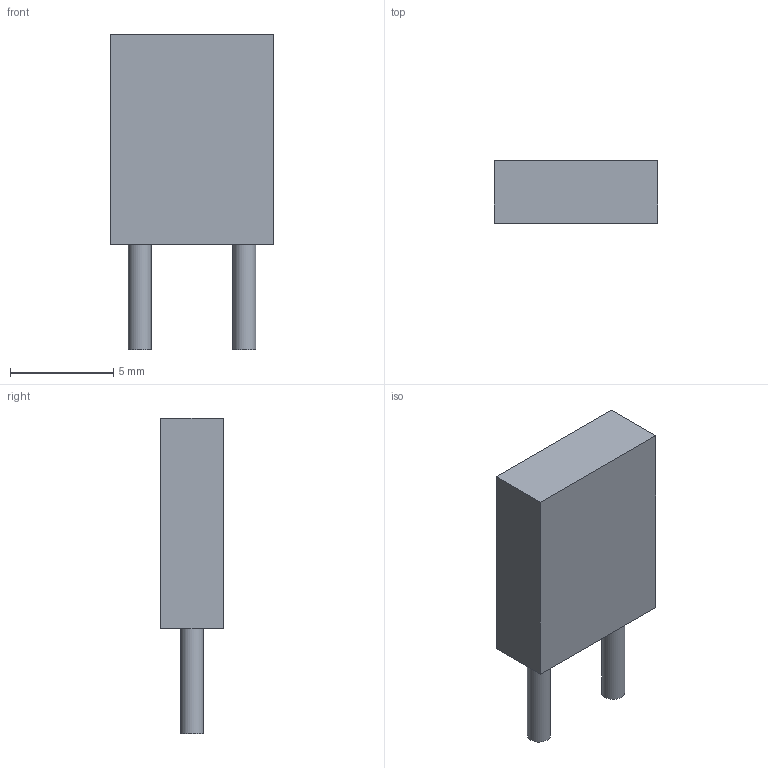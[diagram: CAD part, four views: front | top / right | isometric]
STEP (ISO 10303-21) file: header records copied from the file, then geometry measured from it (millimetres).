
FILE_DESCRIPTION(('FreeCAD Model'),'2;1');
FILE_NAME('1817638.1.5.stp','2020-04-10T17:31:39',( 'Author'),(''),'Open CASCADE STEP processor 6.9','FreeCAD','Unknown' );
FILE_SCHEMA(('AUTOMOTIVE_DESIGN { 1 0 10303 214 1 1 1 1 }'));
Length unit declared in the file: millimetre
Products named in the file (3): ASSEMBLY; Body; Leads
Assembly tree (3 placements, depth 2):
  ASSEMBLY
    Body
    Leads  x2
Bounding box: 7.92 x 3.05 x 15.31 mm (x, y, z)
Volume: 266.7 mm3; surface area: 352 mm2
Topology: 5 solids, 5 shells, 18 faces, 24 edges, 16 vertices
Faces by surface type: plane 14, cylinder 4
Full cylindrical faces by diameter (mm): 1.12 x4
Entity records: 581 total; most frequent: DIRECTION 90, CARTESIAN_POINT 82, LINE 46, VECTOR 46, ORIENTED_EDGE 36, PCURVE 36, DEFINITIONAL_REPRESENTATION 36, AXIS2_PLACEMENT_3D 20
